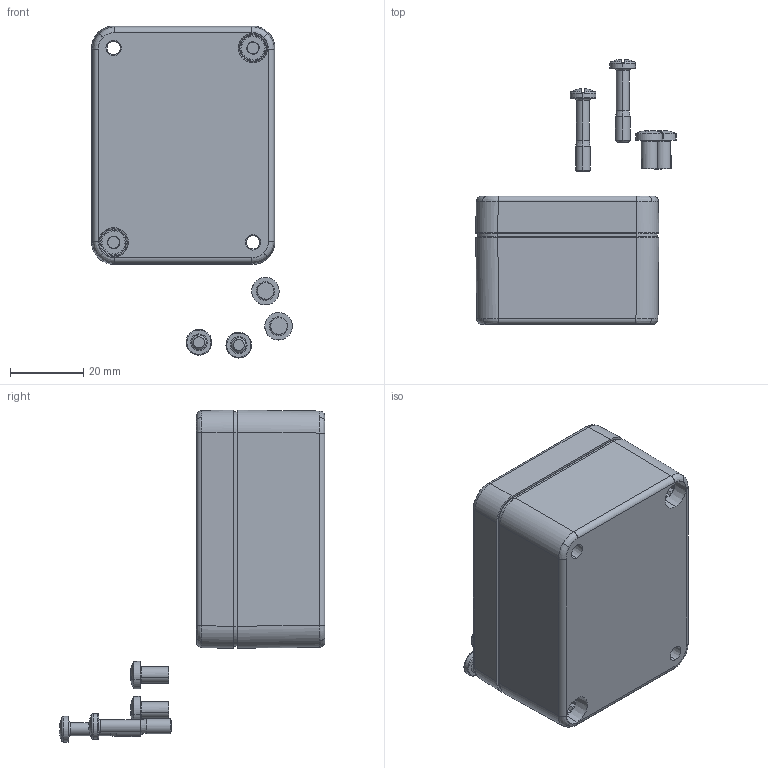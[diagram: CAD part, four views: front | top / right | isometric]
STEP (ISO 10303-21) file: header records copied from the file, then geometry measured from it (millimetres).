
FILE_DESCRIPTION (( 'STEP AP214' ), '1' );
FILE_NAME ('33050704.STEP', '2008-10-01T11:48:04', ( ' ' ), ( '' ), 'SwSTEP 2.0', 'SolidWorks 2008', '' );
FILE_SCHEMA (( 'AUTOMOTIVE_DESIGN' ));
Length unit declared in the file: millimetre
Products named in the file (9): 33050704; 31902_Standard; 31090-Einpressbuchse_Standard; 82007_Standard; 5200.008.0_Standard; 93214_WN1442 D4,5x7,8; 51004_Standard; 34902_Standard
Assembly tree (11 placements, depth 3):
  33050704
    31902_Standard
      31902_Standard
      31090-Einpressbuchse_Standard  x2
    34902_Standard
    82007_Standard
    51004_Standard
      93214_WN1442 D4,5x7,8  x2
      5200.008.0_Standard  x2
Bounding box: 54.73 x 72.44 x 90.55 mm (x, y, z)
Volume: 38692.1 mm3; surface area: 32206 mm2
Topology: 9 solids, 9 shells, 931 faces, 2236 edges, 1342 vertices
Faces by surface type: plane 364, cylinder 210, bspline 195, cone 102, torus 56, sphere 4
Entity records: 31490 total; most frequent: CARTESIAN_POINT 14373, ORIENTED_EDGE 3748, DIRECTION 3241, EDGE_CURVE 1874, AXIS2_PLACEMENT_3D 1188, VERTEX_POINT 1112, VECTOR 865, LINE 865
